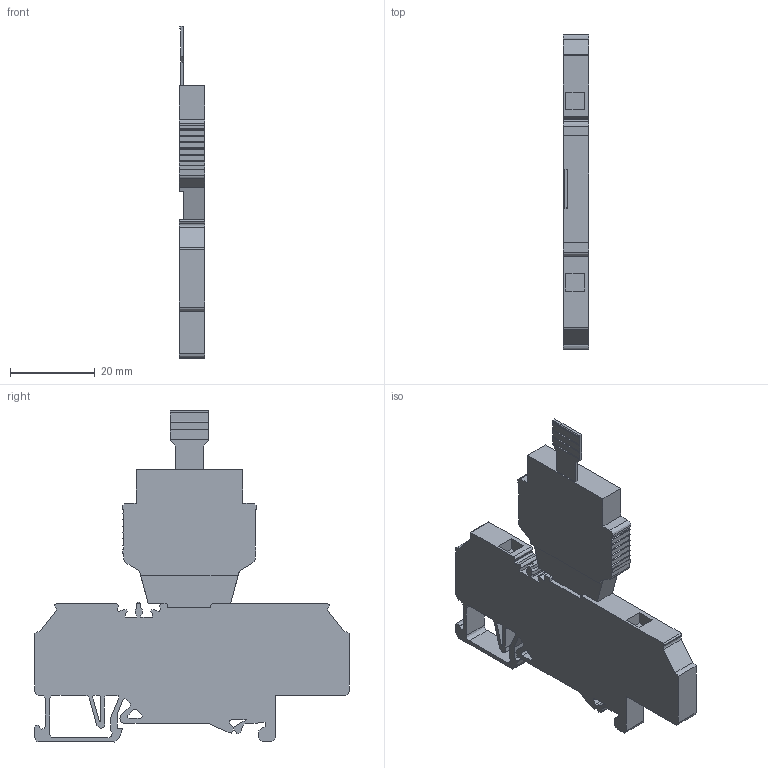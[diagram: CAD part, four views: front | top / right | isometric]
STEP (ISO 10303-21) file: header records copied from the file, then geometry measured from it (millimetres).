
FILE_DESCRIPTION( ('This file contains a STEP AP42 implementation' ,'as created by ZW3D STEP Interface translator.') ,'2;1' );
FILE_NAME( 'RST4-HESI.stp' ,'23 322.145955', (''), ('ZWCAD Software Co.'), 'Version 1.0', 'ZW3D to STEP translator', '' );
FILE_SCHEMA(('AUTOMOTIVE_DESIGN { 1 0 10303 214 1 1 1 1 }'));
Length unit declared in the file: millimetre
Products named in the file (2): 0; RST4-HESI
Bounding box: 6 x 74.17 x 78.36 mm (x, y, z)
Volume: 16035.3 mm3
Topology: 1 solids, 5 shells, 224 faces, 646 edges, 433 vertices
Faces by surface type: plane 165, cylinder 57, bspline 2
Entity records: 7646 total; most frequent: CARTESIAN_POINT 1342, ORIENTED_EDGE 1300, DIRECTION 1216, EDGE_CURVE 650, VECTOR 530, LINE 530, VERTEX_POINT 433, AXIS2_PLACEMENT_3D 343
